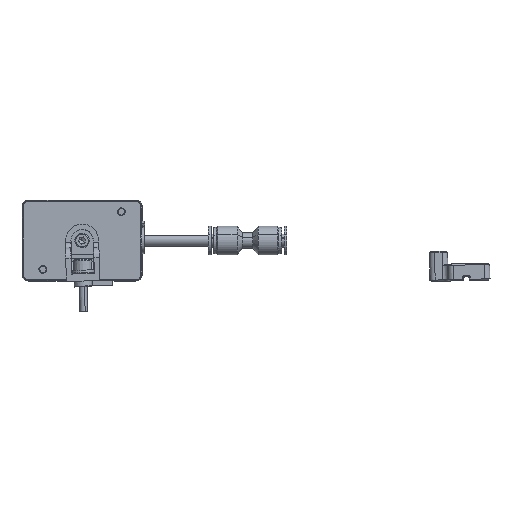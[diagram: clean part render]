
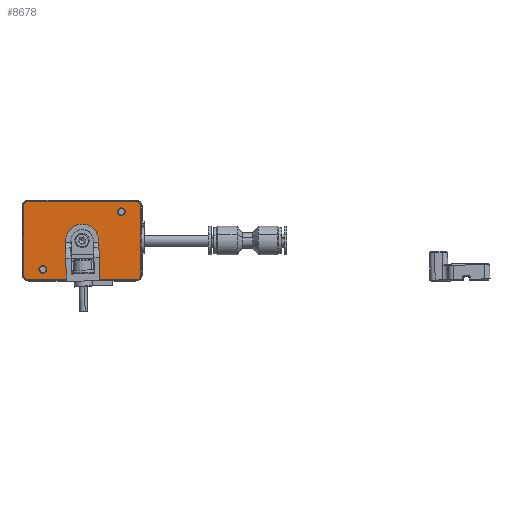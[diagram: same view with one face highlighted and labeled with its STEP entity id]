
A CAD part, front view. The second image highlights one B-rep face of the part: STEP entity #8678.
In plain terms, the highlighted face is planar.
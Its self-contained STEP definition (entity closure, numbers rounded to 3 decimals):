
#15 = CARTESIAN_POINT ( 'NONE',  ( -15., 20.5, 0. ) ) ;
#283 = VERTEX_POINT ( 'NONE', #18740 ) ;
#993 = ORIENTED_EDGE ( 'NONE', *, *, #26386, .T. ) ;
#1863 = EDGE_LOOP ( 'NONE', ( #15209, #993, #24739, #25640, #32374, #16898, #27818, #24165 ) ) ;
#2127 = CARTESIAN_POINT ( 'NONE',  ( 15., -22.5, 0. ) ) ;
#2172 = CIRCLE ( 'NONE', #25839, 1.25 ) ;
#2331 = DIRECTION ( 'NONE',  ( 1., 0., 0. ) ) ;
#2376 = DIRECTION ( 'NONE',  ( -1., 0., 0. ) ) ;
#3065 = FACE_BOUND ( 'NONE', #9053, .T. ) ;
#3350 = VECTOR ( 'NONE', #32005, 1000. ) ;
#3354 = EDGE_CURVE ( 'NONE', #13860, #29898, #19130, .T. ) ;
#3428 = DIRECTION ( 'NONE',  ( 0., 0., -1. ) ) ;
#3784 = VERTEX_POINT ( 'NONE', #12760 ) ;
#4208 = CARTESIAN_POINT ( 'NONE',  ( 15., -20.5, 0. ) ) ;
#4504 = CARTESIAN_POINT ( 'NONE',  ( -13., 22.5, 0. ) ) ;
#4670 = VECTOR ( 'NONE', #2376, 1000. ) ;
#4758 = AXIS2_PLACEMENT_3D ( 'NONE', #38745, #39180, #8861 ) ;
#5199 = CIRCLE ( 'NONE', #33763, 2. ) ;
#5301 = EDGE_CURVE ( 'NONE', #29513, #19091, #36936, .T. ) ;
#5624 = CARTESIAN_POINT ( 'NONE',  ( -15., -22.5, 0. ) ) ;
#5633 = CARTESIAN_POINT ( 'NONE',  ( -15., 22.5, 0. ) ) ;
#6152 = CIRCLE ( 'NONE', #4758, 1.25 ) ;
#6190 = DIRECTION ( 'NONE',  ( -1., 0., 0. ) ) ;
#6264 = CARTESIAN_POINT ( 'NONE',  ( 9.75, 15., 0. ) ) ;
#7123 = DIRECTION ( 'NONE',  ( -1., 0., 0. ) ) ;
#7804 = DIRECTION ( 'NONE',  ( 0., 0., 1. ) ) ;
#7924 = CIRCLE ( 'NONE', #37871, 2. ) ;
#8082 = AXIS2_PLACEMENT_3D ( 'NONE', #22052, #13869, #18370 ) ;
#8626 = VERTEX_POINT ( 'NONE', #29545 ) ;
#8678 = ADVANCED_FACE ( 'NONE', ( #22911, #3065, #33144, #9817 ), #36215, .T. ) ;
#8707 = VERTEX_POINT ( 'NONE', #26172 ) ;
#8861 = DIRECTION ( 'NONE',  ( -1., 0., 0. ) ) ;
#9053 = EDGE_LOOP ( 'NONE', ( #42627, #10616 ) ) ;
#9384 = DIRECTION ( 'NONE',  ( -1., 0., 0. ) ) ;
#9817 = FACE_BOUND ( 'NONE', #31544, .T. ) ;
#10616 = ORIENTED_EDGE ( 'NONE', *, *, #35303, .F. ) ;
#10807 = CIRCLE ( 'NONE', #17109, 1.25 ) ;
#10874 = VERTEX_POINT ( 'NONE', #11084 ) ;
#11005 = CARTESIAN_POINT ( 'NONE',  ( 13., 20.5, 0. ) ) ;
#11084 = CARTESIAN_POINT ( 'NONE',  ( -9.75, -15., 0. ) ) ;
#11333 = DIRECTION ( 'NONE',  ( 0., 0., -1. ) ) ;
#11391 = DIRECTION ( 'NONE',  ( 0., 0., -1. ) ) ;
#11569 = EDGE_CURVE ( 'NONE', #10874, #24052, #6152, .T. ) ;
#12602 = CARTESIAN_POINT ( 'NONE',  ( -12.25, -15., 0. ) ) ;
#12760 = CARTESIAN_POINT ( 'NONE',  ( 15., 20.5, 0. ) ) ;
#13860 = VERTEX_POINT ( 'NONE', #17418 ) ;
#13869 = DIRECTION ( 'NONE',  ( 0., 0., 1. ) ) ;
#14407 = DIRECTION ( 'NONE',  ( -1., 0., 0. ) ) ;
#14844 = LINE ( 'NONE', #5633, #4670 ) ;
#15209 = ORIENTED_EDGE ( 'NONE', *, *, #3354, .F. ) ;
#15606 = CARTESIAN_POINT ( 'NONE',  ( 11., 15., 0. ) ) ;
#15702 = EDGE_CURVE ( 'NONE', #41221, #29898, #37756, .T. ) ;
#15743 = VERTEX_POINT ( 'NONE', #17482 ) ;
#16493 = ORIENTED_EDGE ( 'NONE', *, *, #19453, .T. ) ;
#16599 = CARTESIAN_POINT ( 'NONE',  ( 0., 0., 0. ) ) ;
#16898 = ORIENTED_EDGE ( 'NONE', *, *, #21759, .T. ) ;
#17109 = AXIS2_PLACEMENT_3D ( 'NONE', #19302, #42413, #6190 ) ;
#17418 = CARTESIAN_POINT ( 'NONE',  ( -13., -22.5, 0. ) ) ;
#17482 = CARTESIAN_POINT ( 'NONE',  ( -1.5, 0., 0. ) ) ;
#18156 = DIRECTION ( 'NONE',  ( -1., 0., 0. ) ) ;
#18370 = DIRECTION ( 'NONE',  ( 1., 0., 0. ) ) ;
#18455 = ORIENTED_EDGE ( 'NONE', *, *, #29286, .F. ) ;
#18740 = CARTESIAN_POINT ( 'NONE',  ( -15., -20.5, 0. ) ) ;
#18860 = VERTEX_POINT ( 'NONE', #6264 ) ;
#18889 = EDGE_CURVE ( 'NONE', #29513, #283, #22217, .T. ) ;
#18959 = DIRECTION ( 'NONE',  ( 0., -1., 0. ) ) ;
#19091 = VERTEX_POINT ( 'NONE', #4504 ) ;
#19130 = LINE ( 'NONE', #25444, #24373 ) ;
#19302 = CARTESIAN_POINT ( 'NONE',  ( -11., -15., 0. ) ) ;
#19453 = EDGE_CURVE ( 'NONE', #15743, #30451, #42223, .T. ) ;
#21759 = EDGE_CURVE ( 'NONE', #8626, #3784, #7924, .T. ) ;
#22052 = CARTESIAN_POINT ( 'NONE',  ( 0., 0., 0. ) ) ;
#22217 = LINE ( 'NONE', #5624, #28964 ) ;
#22911 = FACE_BOUND ( 'NONE', #29778, .T. ) ;
#23344 = CARTESIAN_POINT ( 'NONE',  ( 13., -20.5, 0. ) ) ;
#23712 = AXIS2_PLACEMENT_3D ( 'NONE', #34456, #11333, #14407 ) ;
#24052 = VERTEX_POINT ( 'NONE', #12602 ) ;
#24165 = ORIENTED_EDGE ( 'NONE', *, *, #15702, .T. ) ;
#24373 = VECTOR ( 'NONE', #2331, 1000. ) ;
#24707 = CIRCLE ( 'NONE', #25393, 1.5 ) ;
#24739 = ORIENTED_EDGE ( 'NONE', *, *, #18889, .F. ) ;
#24760 = AXIS2_PLACEMENT_3D ( 'NONE', #41262, #11391, #18156 ) ;
#24814 = DIRECTION ( 'NONE',  ( 1., 0., 0. ) ) ;
#24938 = EDGE_CURVE ( 'NONE', #30451, #15743, #24707, .T. ) ;
#25393 = AXIS2_PLACEMENT_3D ( 'NONE', #38317, #7804, #24814 ) ;
#25444 = CARTESIAN_POINT ( 'NONE',  ( -15., -22.5, 0. ) ) ;
#25640 = ORIENTED_EDGE ( 'NONE', *, *, #5301, .T. ) ;
#25839 = AXIS2_PLACEMENT_3D ( 'NONE', #15606, #35238, #42640 ) ;
#26172 = CARTESIAN_POINT ( 'NONE',  ( 12.25, 15., 0. ) ) ;
#26386 = EDGE_CURVE ( 'NONE', #13860, #283, #5199, .T. ) ;
#26613 = DIRECTION ( 'NONE',  ( -1., 0., 0. ) ) ;
#26701 = DIRECTION ( 'NONE',  ( 0., 0., -1. ) ) ;
#26771 = CARTESIAN_POINT ( 'NONE',  ( 13., -22.5, 0. ) ) ;
#26773 = EDGE_CURVE ( 'NONE', #18860, #8707, #2172, .T. ) ;
#27818 = ORIENTED_EDGE ( 'NONE', *, *, #39107, .F. ) ;
#27942 = AXIS2_PLACEMENT_3D ( 'NONE', #16599, #32727, #26613 ) ;
#28964 = VECTOR ( 'NONE', #18959, 1000. ) ;
#29286 = EDGE_CURVE ( 'NONE', #8707, #18860, #30335, .T. ) ;
#29513 = VERTEX_POINT ( 'NONE', #15 ) ;
#29545 = CARTESIAN_POINT ( 'NONE',  ( 13., 22.5, 0. ) ) ;
#29778 = EDGE_LOOP ( 'NONE', ( #18455, #36723 ) ) ;
#29898 = VERTEX_POINT ( 'NONE', #26771 ) ;
#30335 = CIRCLE ( 'NONE', #24760, 1.25 ) ;
#30451 = VERTEX_POINT ( 'NONE', #35792 ) ;
#31544 = EDGE_LOOP ( 'NONE', ( #16493, #36778 ) ) ;
#32005 = DIRECTION ( 'NONE',  ( 0., 1., 0. ) ) ;
#32374 = ORIENTED_EDGE ( 'NONE', *, *, #32914, .F. ) ;
#32645 = LINE ( 'NONE', #2127, #3350 ) ;
#32727 = DIRECTION ( 'NONE',  ( 0., 0., -1. ) ) ;
#32914 = EDGE_CURVE ( 'NONE', #8626, #19091, #14844, .T. ) ;
#33079 = CARTESIAN_POINT ( 'NONE',  ( -13., -20.5, 0. ) ) ;
#33144 = FACE_OUTER_BOUND ( 'NONE', #1863, .T. ) ;
#33468 = DIRECTION ( 'NONE',  ( -1., 0., 0. ) ) ;
#33763 = AXIS2_PLACEMENT_3D ( 'NONE', #33079, #3428, #7123 ) ;
#34456 = CARTESIAN_POINT ( 'NONE',  ( -13., 20.5, 0. ) ) ;
#35238 = DIRECTION ( 'NONE',  ( 0., 0., -1. ) ) ;
#35303 = EDGE_CURVE ( 'NONE', #24052, #10874, #10807, .T. ) ;
#35792 = CARTESIAN_POINT ( 'NONE',  ( 1.5, 0., 0. ) ) ;
#36215 = PLANE ( 'NONE',  #27942 ) ;
#36723 = ORIENTED_EDGE ( 'NONE', *, *, #26773, .F. ) ;
#36778 = ORIENTED_EDGE ( 'NONE', *, *, #24938, .T. ) ;
#36936 = CIRCLE ( 'NONE', #23712, 2. ) ;
#37756 = CIRCLE ( 'NONE', #41250, 2. ) ;
#37871 = AXIS2_PLACEMENT_3D ( 'NONE', #11005, #26701, #33468 ) ;
#38317 = CARTESIAN_POINT ( 'NONE',  ( 0., 0., 0. ) ) ;
#38745 = CARTESIAN_POINT ( 'NONE',  ( -11., -15., 0. ) ) ;
#39107 = EDGE_CURVE ( 'NONE', #41221, #3784, #32645, .T. ) ;
#39180 = DIRECTION ( 'NONE',  ( 0., 0., -1. ) ) ;
#39271 = DIRECTION ( 'NONE',  ( 0., 0., -1. ) ) ;
#41221 = VERTEX_POINT ( 'NONE', #4208 ) ;
#41250 = AXIS2_PLACEMENT_3D ( 'NONE', #23344, #39271, #9384 ) ;
#41262 = CARTESIAN_POINT ( 'NONE',  ( 11., 15., 0. ) ) ;
#42223 = CIRCLE ( 'NONE', #8082, 1.5 ) ;
#42413 = DIRECTION ( 'NONE',  ( 0., 0., -1. ) ) ;
#42627 = ORIENTED_EDGE ( 'NONE', *, *, #11569, .F. ) ;
#42640 = DIRECTION ( 'NONE',  ( -1., 0., 0. ) ) ;
